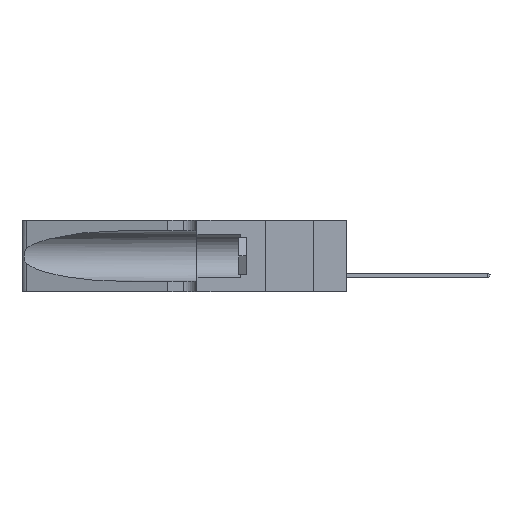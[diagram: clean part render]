
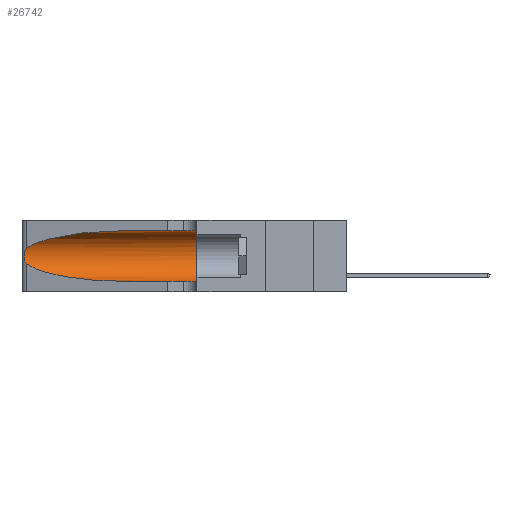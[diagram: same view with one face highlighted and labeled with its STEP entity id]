
A CAD part, left-side view. The second image highlights one B-rep face of the part: STEP entity #26742.
In plain terms, the highlighted cylindrical face has radius 3.308 mm (diameter 6.617 mm), a partial arc.
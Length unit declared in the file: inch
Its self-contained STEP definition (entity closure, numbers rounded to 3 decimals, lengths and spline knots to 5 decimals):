
#822 = CARTESIAN_POINT ( 'NONE',  ( 0.25487, 1.22718, 0.22369 ) ) ;
#1396 = CARTESIAN_POINT ( 'NONE',  ( 0.1305, 0.72297, 0.05475 ) ) ;
#1601 = DIRECTION ( 'NONE',  ( 0., -1., 0. ) ) ;
#1822 = CARTESIAN_POINT ( 'NONE',  ( 0.1305, 0.72297, 0.31525 ) ) ;
#3375 = CARTESIAN_POINT ( 'NONE',  ( 0.25487, 1.22718, 0.14631 ) ) ;
#3455 = CARTESIAN_POINT ( 'NONE',  ( 0.25787, 1.23484, 0.2124 ) ) ;
#3549 = EDGE_CURVE ( 'NONE', #6398, #16889, #41857, .T. ) ;
#3964 = DIRECTION ( 'NONE',  ( 0., 0., 1. ) ) ;
#4672 = AXIS2_PLACEMENT_3D ( 'NONE', #37943, #18848, #3964 ) ;
#5415 = VECTOR ( 'NONE', #16480, 39.37008 ) ;
#5456 = CARTESIAN_POINT ( 'NONE',  ( 0.1305, 1.61858, 0.185 ) ) ;
#6398 = VERTEX_POINT ( 'NONE', #46240 ) ;
#7823 = CARTESIAN_POINT ( 'NONE',  ( 0.25487, 1.22718, 0.14631 ) ) ;
#7951 = VERTEX_POINT ( 'NONE', #1822 ) ;
#8039 = CARTESIAN_POINT ( 'NONE',  ( 0.25555, 1.22993, 0.14849 ) ) ;
#8409 = EDGE_CURVE ( 'NONE', #7951, #35905, #8828, .T. ) ;
#8416 = EDGE_CURVE ( 'NONE', #7951, #30122, #26468, .T. ) ;
#8703 = DIRECTION ( 'NONE',  ( 0., 0., -1. ) ) ;
#8828 = LINE ( 'NONE', #26368, #21041 ) ;
#10484 = CARTESIAN_POINT ( 'NONE',  ( 0.1305, 0.35, 0.31525 ) ) ;
#12185 = EDGE_CURVE ( 'NONE', #30122, #35187, #39294, .T. ) ;
#13639 = EDGE_LOOP ( 'NONE', ( #34740, #24175, #31152, #41541, #39390, #20359 ) ) ;
#14327 = CARTESIAN_POINT ( 'NONE',  ( 0.25487, 1.22718, 0.22369 ) ) ;
#14890 =( BOUNDED_CURVE ( )  B_SPLINE_CURVE ( 3, ( #7823, #33848, #34347, #1396 ),
 .UNSPECIFIED., .F., .F. ) 
 B_SPLINE_CURVE_WITH_KNOTS ( ( 4, 4 ),
 ( 3.44316, 4.71239 ),
 .UNSPECIFIED. ) 
 CURVE ( )  GEOMETRIC_REPRESENTATION_ITEM ( )  RATIONAL_B_SPLINE_CURVE ( ( 1., 0.87, 0.87, 1. ) ) 
 REPRESENTATION_ITEM ( '' )  );
#15882 = EDGE_CURVE ( 'NONE', #35905, #16889, #47393, .T. ) ;
#16480 = DIRECTION ( 'NONE',  ( 0., -1., 0. ) ) ;
#16889 = VERTEX_POINT ( 'NONE', #30615 ) ;
#17178 = CARTESIAN_POINT ( 'NONE',  ( 0.26017, 1.23833, 0.17102 ) ) ;
#17804 = CARTESIAN_POINT ( 'NONE',  ( 0.25789, 1.23486, 0.15765 ) ) ;
#18848 = DIRECTION ( 'NONE',  ( 0., 1., 0. ) ) ;
#20359 = ORIENTED_EDGE ( 'NONE', *, *, #8409, .F. ) ;
#21041 = VECTOR ( 'NONE', #25499, 39.37008 ) ;
#21544 = CARTESIAN_POINT ( 'NONE',  ( 0.25487, 1.22718, 0.22369 ) ) ;
#22283 = CARTESIAN_POINT ( 'NONE',  ( 0.2373, 1.15595, 0.28018 ) ) ;
#24175 = ORIENTED_EDGE ( 'NONE', *, *, #12185, .T. ) ;
#25499 = DIRECTION ( 'NONE',  ( 0., -1., 0. ) ) ;
#25602 = CARTESIAN_POINT ( 'NONE',  ( 0.25639, 1.23184, 0.21858 ) ) ;
#25856 = CARTESIAN_POINT ( 'NONE',  ( 0.25487, 1.22718, 0.14631 ) ) ;
#26368 = CARTESIAN_POINT ( 'NONE',  ( 0.1305, 1.61858, 0.31525 ) ) ;
#26468 =( BOUNDED_CURVE ( )  B_SPLINE_CURVE ( 3, ( #44537, #29206, #22283, #14327 ),
 .UNSPECIFIED., .F., .T. ) 
 B_SPLINE_CURVE_WITH_KNOTS ( ( 4, 4 ),
 ( 1.5708, 2.84003 ),
 .UNSPECIFIED. ) 
 CURVE ( )  GEOMETRIC_REPRESENTATION_ITEM ( )  RATIONAL_B_SPLINE_CURVE ( ( 1., 0.87, 0.87, 1. ) ) 
 REPRESENTATION_ITEM ( '' )  );
#26742 = ADVANCED_FACE ( 'NONE', ( #47524 ), #29497, .F. ) ;
#26826 = CARTESIAN_POINT ( 'NONE',  ( 0.1305, 1.61858, 0.05475 ) ) ;
#28027 = CARTESIAN_POINT ( 'NONE',  ( 0.26075, 1.23896, 0.178 ) ) ;
#29206 = CARTESIAN_POINT ( 'NONE',  ( 0.18966, 0.96281, 0.31525 ) ) ;
#29467 = CARTESIAN_POINT ( 'NONE',  ( 0.25854, 1.2359, 0.20912 ) ) ;
#29497 = CYLINDRICAL_SURFACE ( 'NONE', #35954, 0.13025 ) ;
#30122 = VERTEX_POINT ( 'NONE', #822 ) ;
#30615 = CARTESIAN_POINT ( 'NONE',  ( 0.1305, 0.35, 0.05475 ) ) ;
#31152 = ORIENTED_EDGE ( 'NONE', *, *, #39515, .T. ) ;
#33848 = CARTESIAN_POINT ( 'NONE',  ( 0.2373, 1.15595, 0.08982 ) ) ;
#34347 = CARTESIAN_POINT ( 'NONE',  ( 0.18966, 0.96281, 0.05475 ) ) ;
#34740 = ORIENTED_EDGE ( 'NONE', *, *, #8416, .T. ) ;
#35187 = VERTEX_POINT ( 'NONE', #3375 ) ;
#35620 = CARTESIAN_POINT ( 'NONE',  ( 0.25555, 1.22994, 0.2215 ) ) ;
#35905 = VERTEX_POINT ( 'NONE', #10484 ) ;
#35954 = AXIS2_PLACEMENT_3D ( 'NONE', #5456, #1601, #8703 ) ;
#36564 = CARTESIAN_POINT ( 'NONE',  ( 0.25639, 1.23186, 0.15144 ) ) ;
#37943 = CARTESIAN_POINT ( 'NONE',  ( 0.1305, 0.35, 0.185 ) ) ;
#39294 = B_SPLINE_CURVE_WITH_KNOTS ( 'NONE', 3,
 ( #21544, #35620, #25602, #3455, #29467, #40624, #42572, #28027, #17178, #39508, #17804, #36564, #8039, #25856 ),
 .UNSPECIFIED., .F., .F.,
 ( 4, 2, 2, 2, 2, 2, 4 ),
 ( 0., 0.00027, 0.00053, 0.00107, 0.0016, 0.00187, 0.00214 ),
 .UNSPECIFIED. ) ;
#39390 = ORIENTED_EDGE ( 'NONE', *, *, #15882, .F. ) ;
#39508 = CARTESIAN_POINT ( 'NONE',  ( 0.25856, 1.23593, 0.16098 ) ) ;
#39515 = EDGE_CURVE ( 'NONE', #35187, #6398, #14890, .T. ) ;
#40624 = CARTESIAN_POINT ( 'NONE',  ( 0.26018, 1.23835, 0.19895 ) ) ;
#41541 = ORIENTED_EDGE ( 'NONE', *, *, #3549, .T. ) ;
#41857 = LINE ( 'NONE', #26826, #5415 ) ;
#42572 = CARTESIAN_POINT ( 'NONE',  ( 0.26075, 1.23896, 0.19203 ) ) ;
#44537 = CARTESIAN_POINT ( 'NONE',  ( 0.1305, 0.72297, 0.31525 ) ) ;
#46240 = CARTESIAN_POINT ( 'NONE',  ( 0.1305, 0.72297, 0.05475 ) ) ;
#47393 = CIRCLE ( 'NONE', #4672, 0.13025 ) ;
#47524 = FACE_OUTER_BOUND ( 'NONE', #13639, .T. ) ;
